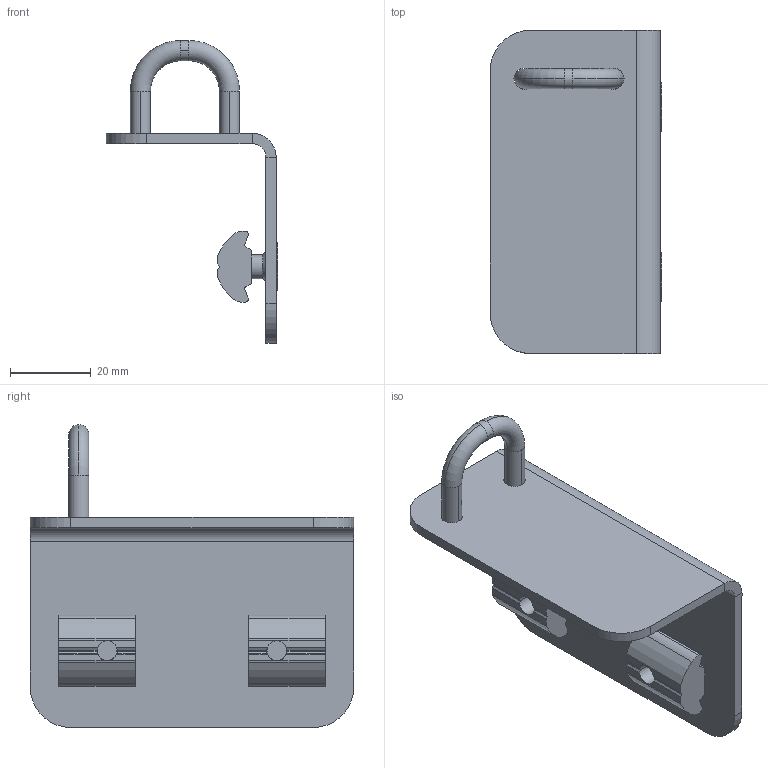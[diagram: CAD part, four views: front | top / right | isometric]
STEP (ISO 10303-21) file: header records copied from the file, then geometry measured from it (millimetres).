
FILE_DESCRIPTION (( 'STEP AP214' ), '1' );
FILE_NAME ('40-6 HD Locking Door Catch Strike Plate Kit(40DDC-3507-002-01).STEP', '2023-08-16T14:08:32', ( '' ), ( '' ), 'SwSTEP 2.0', 'SolidWorks 2020', '' );
FILE_SCHEMA (( 'AUTOMOTIVE_DESIGN' ));
Length unit declared in the file: millimetre
Products named in the file (1): 40-6 HD Locking Door Catch Strike Plate Kit(40DDC-3507-002-01)
Bounding box: 42.5 x 80 x 74.96 mm (x, y, z)
Volume: 23394.8 mm3; surface area: 19053.5 mm2
Topology: 6 solids, 6 shells, 158 faces, 404 edges, 254 vertices
Faces by surface type: plane 68, cylinder 66, cone 20, torus 4
Entity records: 5253 total; most frequent: CARTESIAN_POINT 885, DIRECTION 854, ORIENTED_EDGE 800, EDGE_CURVE 400, AXIS2_PLACEMENT_3D 319, VERTEX_POINT 254, LINE 216, VECTOR 216
